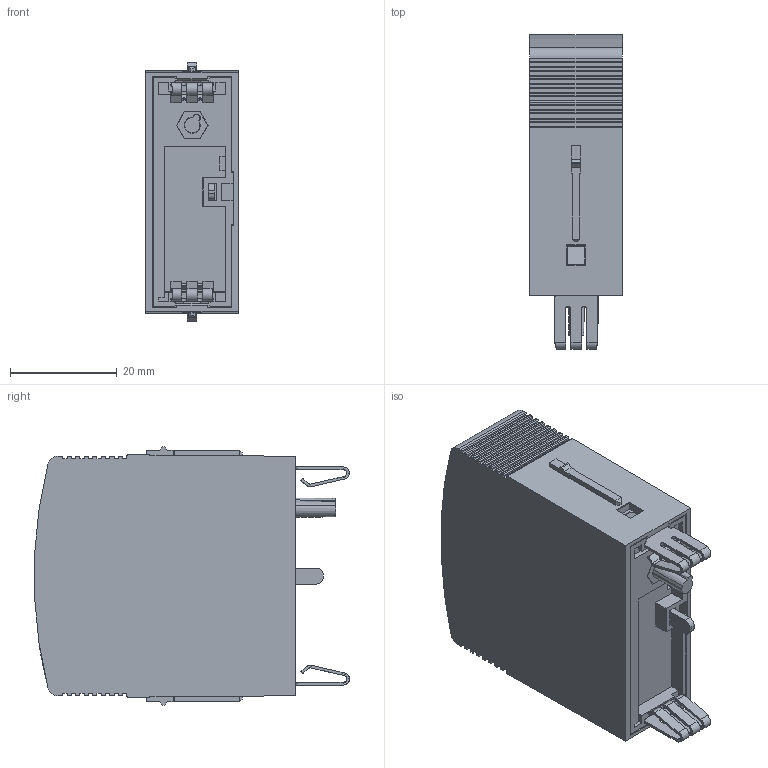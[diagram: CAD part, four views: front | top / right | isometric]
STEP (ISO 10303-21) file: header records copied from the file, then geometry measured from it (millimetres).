
FILE_DESCRIPTION (( 'STEP AP214' ), '1' );
FILE_NAME ('OUT-1209466.STEP', '2023-08-31T23:14:14', ( '' ), ( '' ), 'SwSTEP 2.0', 'SolidWorks 2021', '' );
FILE_SCHEMA (( 'AUTOMOTIVE_DESIGN' ));
Length unit declared in the file: inch
Products named in the file (8): OUT-1209466; 330650_; 330652; 330654; 250412_-001; 330651; 330653; 250413_-001
Assembly tree (7 placements, depth 2):
  OUT-1209466
    330653
    330654
    250412_-001
    250413_-001
    330650_
    330651
    330652
Bounding box: 17.3 x 59.02 x 48.45 mm (x, y, z)
Volume: 15881.3 mm3; surface area: 25761.6 mm2
Topology: 7 solids, 7 shells, 751 faces, 2161 edges, 1417 vertices
Faces by surface type: plane 558, cylinder 159, cone 18, bspline 12, torus 4
Entity records: 25633 total; most frequent: CARTESIAN_POINT 5207, ORIENTED_EDGE 4322, DIRECTION 3926, EDGE_CURVE 2161, VECTOR 1702, LINE 1702, VERTEX_POINT 1417, AXIS2_PLACEMENT_3D 1112
